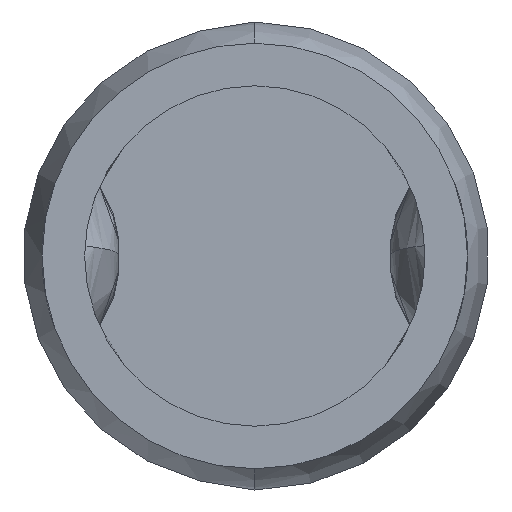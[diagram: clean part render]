
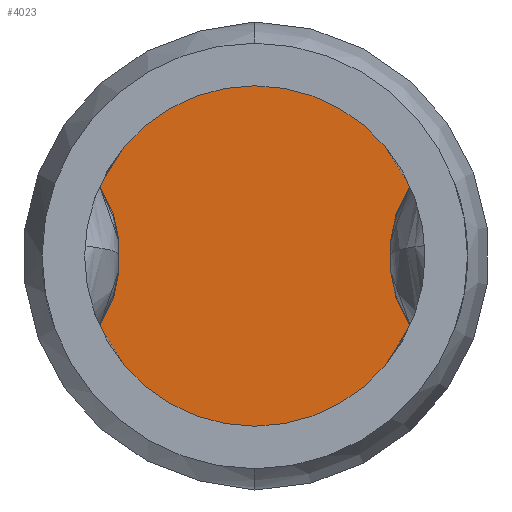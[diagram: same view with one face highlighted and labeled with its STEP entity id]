
A CAD part, front view. The second image highlights one B-rep face of the part: STEP entity #4023.
In plain terms, the highlighted planar face has unit normal (0, -1, 0).
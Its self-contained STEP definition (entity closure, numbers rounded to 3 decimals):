
#51 = DIRECTION ( 'NONE',  ( 0., 0., 1. ) ) ;
#507 = EDGE_CURVE ( 'Defeature ausgef�hrt2_0+Defeature ausgef�hrt2_29+Defeature ausgef�hrt2_29+Defeature ausgef�hrt2_29', #1564, #4684, #1407, .T. ) ;
#652 = DIRECTION ( 'NONE',  ( 0., 1., 0. ) ) ;
#1407 = CIRCLE ( 'NONE', #5220, 0.4 ) ;
#1564 = VERTEX_POINT ( 'NONE', #4482 ) ;
#1644 = DIRECTION ( 'NONE',  ( 0., 0., 1. ) ) ;
#1670 = PLANE ( 'NONE',  #2948 ) ;
#2147 = FACE_OUTER_BOUND ( 'NONE', #2653, .T. ) ;
#2320 = CIRCLE ( 'NONE', #5035, 0.4 ) ;
#2559 = DIRECTION ( 'NONE',  ( 0., 1., 0. ) ) ;
#2653 = EDGE_LOOP ( 'NONE', ( #5993, #3714 ) ) ;
#2948 = AXIS2_PLACEMENT_3D ( 'NONE', #4841, #3804, #1644 ) ;
#3454 = CARTESIAN_POINT ( 'NONE',  ( 0., -27., 0.4 ) ) ;
#3714 = ORIENTED_EDGE ( 'NONE', *, *, #507, .F. ) ;
#3804 = DIRECTION ( 'NONE',  ( 0., 1., 0. ) ) ;
#3873 = CARTESIAN_POINT ( 'NONE',  ( 0., -27., 0. ) ) ;
#4023 = ADVANCED_FACE ( 'Defeature ausgef�hrt2_29', ( #2147 ), #1670, .F. ) ;
#4482 = CARTESIAN_POINT ( 'NONE',  ( 0., -27., -0.4 ) ) ;
#4684 = VERTEX_POINT ( 'NONE', #3454 ) ;
#4841 = CARTESIAN_POINT ( 'NONE',  ( 0., -27., 0. ) ) ;
#5035 = AXIS2_PLACEMENT_3D ( 'NONE', #5150, #2559, #6831 ) ;
#5150 = CARTESIAN_POINT ( 'NONE',  ( 0., -27., 0. ) ) ;
#5220 = AXIS2_PLACEMENT_3D ( 'NONE', #3873, #652, #51 ) ;
#5993 = ORIENTED_EDGE ( 'NONE', *, *, #6544, .F. ) ;
#6544 = EDGE_CURVE ( 'Defeature ausgef�hrt2_0+Defeature ausgef�hrt2_29+Defeature ausgef�hrt2_29+Defeature ausgef�hrt2_29', #4684, #1564, #2320, .T. ) ;
#6831 = DIRECTION ( 'NONE',  ( 0., 0., 1. ) ) ;
